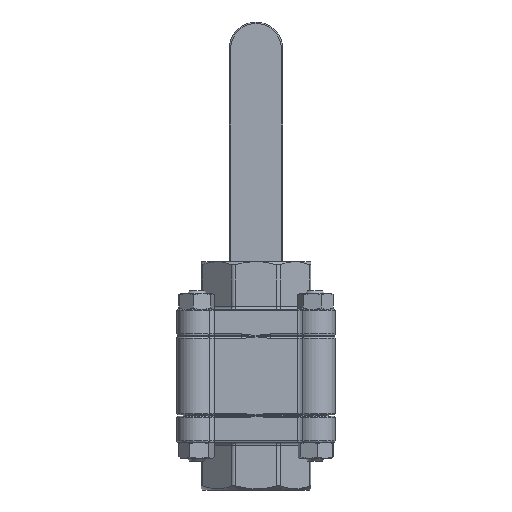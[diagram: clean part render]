
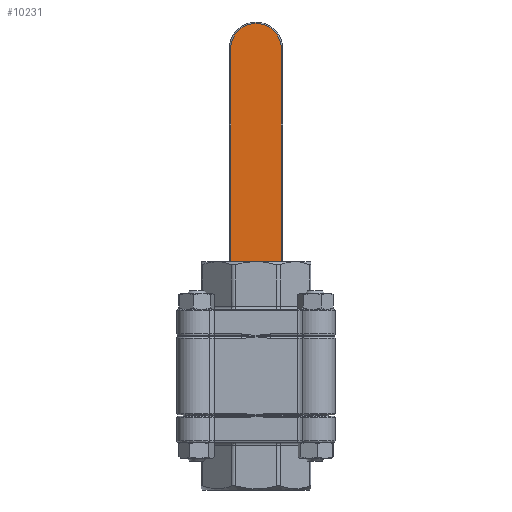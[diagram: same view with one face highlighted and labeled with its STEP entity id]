
A CAD part, front view. The second image highlights one B-rep face of the part: STEP entity #10231.
In plain terms, the highlighted planar face has unit normal (0, -1, 0).
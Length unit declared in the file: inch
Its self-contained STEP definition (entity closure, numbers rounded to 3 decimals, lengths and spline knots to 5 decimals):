
#5202 = EDGE_CURVE ( 'NONE', #53261, #29641, #24222, .T. ) ;
#6969 = ORIENTED_EDGE ( 'NONE', *, *, #5202, .T. ) ;
#10231 = ADVANCED_FACE ( 'NONE', ( #28826 ), #67258, .F. ) ;
#11798 = AXIS2_PLACEMENT_3D ( 'NONE', #18626, #35069, #13268 ) ;
#12086 = DIRECTION ( 'NONE',  ( 0., 1., 0. ) ) ;
#12899 = DIRECTION ( 'NONE',  ( 0., 0., 1. ) ) ;
#13268 = DIRECTION ( 'NONE',  ( 0., 0., 1. ) ) ;
#13811 = DIRECTION ( 'NONE',  ( 0., 0., -1. ) ) ;
#14234 = EDGE_CURVE ( 'NONE', #29641, #43074, #41315, .T. ) ;
#15178 = EDGE_CURVE ( 'NONE', #36692, #53261, #55239, .T. ) ;
#15477 = ORIENTED_EDGE ( 'NONE', *, *, #15178, .T. ) ;
#16049 = CARTESIAN_POINT ( 'NONE',  ( 4.09883, 7.41163, 7.17642 ) ) ;
#16733 = CARTESIAN_POINT ( 'NONE',  ( 2.71757, 7.41163, 13.10705 ) ) ;
#17918 = DIRECTION ( 'NONE',  ( 0., -1., 0. ) ) ;
#18025 = ORIENTED_EDGE ( 'NONE', *, *, #68569, .T. ) ;
#18626 = CARTESIAN_POINT ( 'NONE',  ( 3.4082, 7.41163, 13.10705 ) ) ;
#21859 = LINE ( 'NONE', #65251, #52572 ) ;
#24222 = CIRCLE ( 'NONE', #68934, 0.69063 ) ;
#24628 = VECTOR ( 'NONE', #39888, 39.37008 ) ;
#28826 = FACE_OUTER_BOUND ( 'NONE', #36329, .T. ) ;
#29641 = VERTEX_POINT ( 'NONE', #16733 ) ;
#33585 = EDGE_CURVE ( 'NONE', #35497, #36692, #51047, .T. ) ;
#35069 = DIRECTION ( 'NONE',  ( 0., -1., 0. ) ) ;
#35497 = VERTEX_POINT ( 'NONE', #16049 ) ;
#36329 = EDGE_LOOP ( 'NONE', ( #64670, #18025, #69948, #15477, #6969 ) ) ;
#36692 = VERTEX_POINT ( 'NONE', #53971 ) ;
#37602 = DIRECTION ( 'NONE',  ( 1., 0., 0. ) ) ;
#39888 = DIRECTION ( 'NONE',  ( 0., 0., 1. ) ) ;
#41315 = LINE ( 'NONE', #62897, #66775 ) ;
#43074 = VERTEX_POINT ( 'NONE', #61134 ) ;
#50179 = CARTESIAN_POINT ( 'NONE',  ( 3.4082, 7.41163, 13.10705 ) ) ;
#51047 = LINE ( 'NONE', #62526, #24628 ) ;
#51117 = CARTESIAN_POINT ( 'NONE',  ( 3.4082, 7.41163, 13.79768 ) ) ;
#52043 = AXIS2_PLACEMENT_3D ( 'NONE', #61162, #12086, #66187 ) ;
#52572 = VECTOR ( 'NONE', #37602, 39.37008 ) ;
#53261 = VERTEX_POINT ( 'NONE', #51117 ) ;
#53971 = CARTESIAN_POINT ( 'NONE',  ( 4.09883, 7.41163, 13.10705 ) ) ;
#55239 = CIRCLE ( 'NONE', #11798, 0.69063 ) ;
#61134 = CARTESIAN_POINT ( 'NONE',  ( 2.71757, 7.41163, 7.17642 ) ) ;
#61162 = CARTESIAN_POINT ( 'NONE',  ( 3.4082, 7.41163, 13.10705 ) ) ;
#62526 = CARTESIAN_POINT ( 'NONE',  ( 4.09883, 7.41163, 13.10705 ) ) ;
#62897 = CARTESIAN_POINT ( 'NONE',  ( 2.71757, 7.41163, 13.10705 ) ) ;
#64670 = ORIENTED_EDGE ( 'NONE', *, *, #14234, .T. ) ;
#65251 = CARTESIAN_POINT ( 'NONE',  ( 3.4082, 7.41163, 7.17642 ) ) ;
#66187 = DIRECTION ( 'NONE',  ( 0., 0., 1. ) ) ;
#66775 = VECTOR ( 'NONE', #13811, 39.37008 ) ;
#67258 = PLANE ( 'NONE',  #52043 ) ;
#68569 = EDGE_CURVE ( 'NONE', #43074, #35497, #21859, .T. ) ;
#68934 = AXIS2_PLACEMENT_3D ( 'NONE', #50179, #17918, #12899 ) ;
#69948 = ORIENTED_EDGE ( 'NONE', *, *, #33585, .T. ) ;
